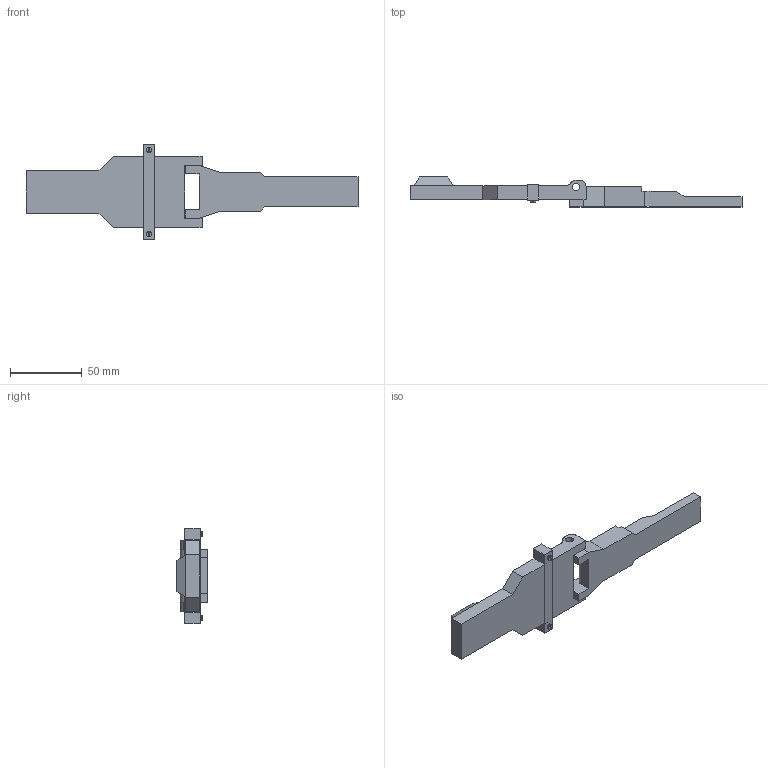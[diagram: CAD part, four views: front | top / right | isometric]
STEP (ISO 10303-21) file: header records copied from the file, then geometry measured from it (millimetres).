
FILE_DESCRIPTION (( 'STEP AP214' ), '1' );
FILE_NAME ('Assem.STEP', '2023-11-11T15:59:21', ( '' ), ( '' ), 'SwSTEP 2.0', 'SolidWorks 2022', '' );
FILE_SCHEMA (( 'AUTOMOTIVE_DESIGN' ));
Length unit declared in the file: millimetre
Products named in the file (6): Assem; Bending Leftv6v7; Slider_Standard; Bending Rightv6v7_Standard; uni_6107-m2x6-4_8_0; Slider 2_Standard
Assembly tree (6 placements, depth 2):
  Assem
    Bending Leftv6v7
    Bending Rightv6v7_Standard
    Slider_Standard
    Slider 2_Standard
    uni_6107-m2x6-4_8_0  x2
Bounding box: 232 x 21 x 67 mm (x, y, z)
Volume: 79730.9 mm3; surface area: 25699 mm2
Topology: 6 solids, 6 shells, 208 faces, 573 edges, 380 vertices
Faces by surface type: plane 152, cylinder 32, cone 12, torus 12
Entity records: 6373 total; most frequent: CARTESIAN_POINT 1103, ORIENTED_EDGE 1050, DIRECTION 1001, EDGE_CURVE 525, VECTOR 421, LINE 421, VERTEX_POINT 348, AXIS2_PLACEMENT_3D 290
